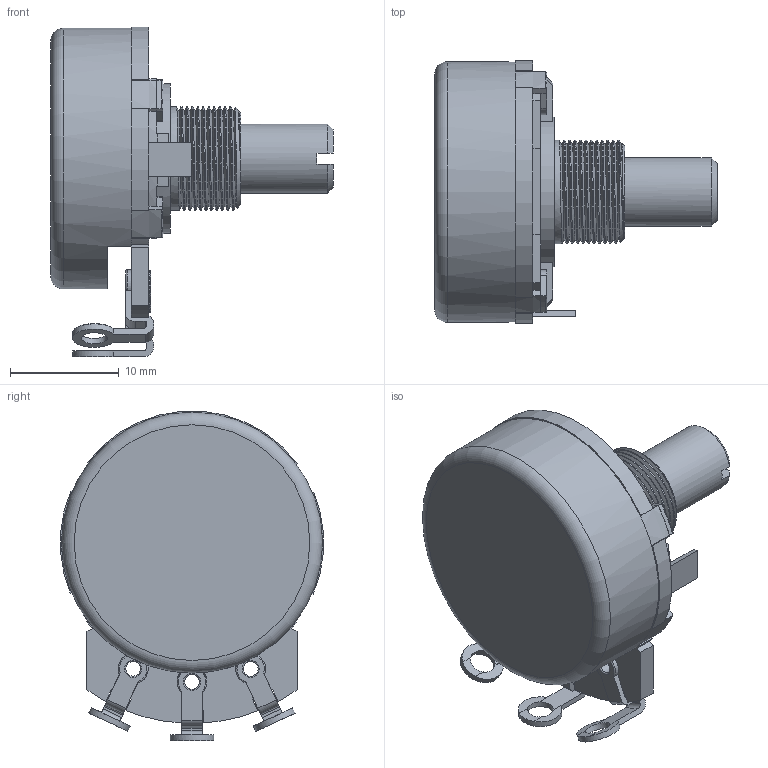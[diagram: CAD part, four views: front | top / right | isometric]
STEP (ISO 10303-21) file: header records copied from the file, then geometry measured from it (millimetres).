
FILE_DESCRIPTION(/* description */ ('Unknown'),/* implementation_level */ '2;1');
FILE_NAME(/* name */ 'P230-1EC15AR1MEG',/* time_stamp */ '2024-02-02T16:21:15+02:00',/* author */ ('Unknown'),/* organization */ ('Unknown'),/* preprocessor_version */ 'ST-DEVELOPER v18.102',/* originating_system */ 'Solid Edge',/* authorisation */ 'Unknown');
FILE_SCHEMA (('AUTOMOTIVE_DESIGN {1 0 10303 214 3 1 1}'));
Length unit declared in the file: millimetre
Products named in the file (1): P230-1EC15AR1MEG
Bounding box: 26 x 24.19 x 30.32 mm (x, y, z)
Volume: 5311.7 mm3; surface area: 2931.5 mm2
Topology: 1 solids, 1 shells, 250 faces, 686 edges, 441 vertices
Faces by surface type: plane 153, cylinder 71, torus 17, cone 7, bspline 2
Full cylindrical faces by diameter (mm): 1.351 x3, 2.386 x3, 2.737 x3, 6.35 x1, 6.52 x1, 9.525 x10, 13.799 x1, 24 x1
Entity records: 10419 total; most frequent: CARTESIAN_POINT 2754, DIRECTION 1246, ORIENTED_EDGE 1230, EDGE_CURVE 615, AXIS2_PLACEMENT_3D 428, VERTEX_POINT 407, LINE 390, VECTOR 390
